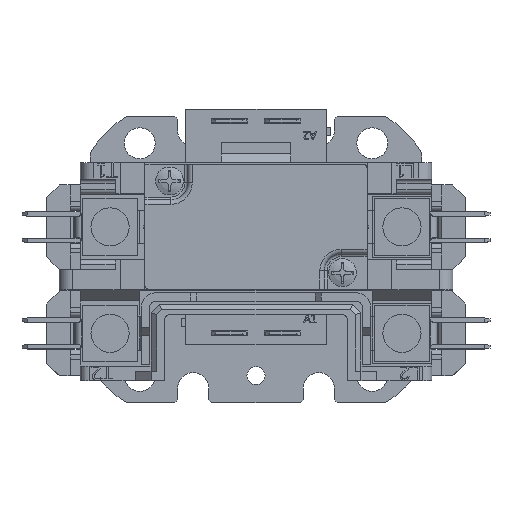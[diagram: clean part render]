
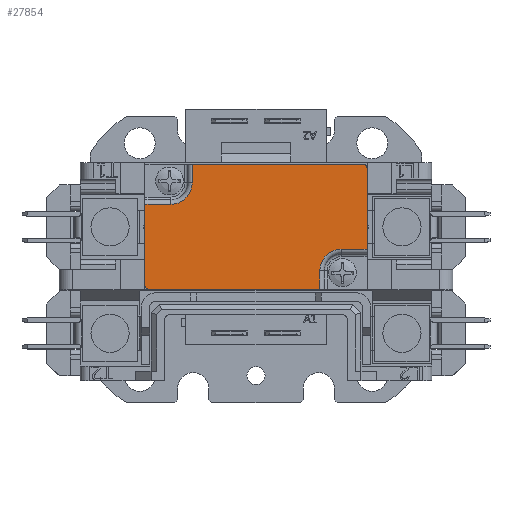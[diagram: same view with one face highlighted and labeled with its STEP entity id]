
A CAD part, top view. The second image highlights one B-rep face of the part: STEP entity #27854.
In plain terms, the highlighted planar face has unit normal (0, 0, 1).
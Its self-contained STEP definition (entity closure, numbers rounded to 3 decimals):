
#536=PLANE($,#29491);
#1535=FACE_OUTER_BOUND($,#2945,.T.);
#2945=EDGE_LOOP($,(#19547,#19548,#19549,#19550,#19551,#19552,#19553,#19554,
#19555,#19556,#19557,#19558));
#4530=CIRCLE($,#29356,0.8);
#4568=CIRCLE($,#29447,0.8);
#4575=CIRCLE($,#29458,3.8);
#4580=CIRCLE($,#29469,3.8);
#6078=LINE($,#41094,#9093);
#6240=LINE($,#41535,#9255);
#6257=LINE($,#41578,#9272);
#6259=LINE($,#41587,#9274);
#6262=LINE($,#41594,#9277);
#6263=LINE($,#41602,#9278);
#6270=LINE($,#41619,#9285);
#6271=LINE($,#41627,#9286);
#9093=VECTOR($,#32730,14.3);
#9255=VECTOR($,#33072,14.3);
#9272=VECTOR($,#33105,30.27);
#9274=VECTOR($,#33113,30.27);
#9277=VECTOR($,#33120,3.3);
#9278=VECTOR($,#33131,4.6);
#9285=VECTOR($,#33150,3.3);
#9286=VECTOR($,#33161,4.6);
#12117=VERTEX_POINT($,#41091);
#12118=VERTEX_POINT($,#41093);
#12121=VERTEX_POINT($,#41101);
#12261=VERTEX_POINT($,#41532);
#12262=VERTEX_POINT($,#41534);
#12276=VERTEX_POINT($,#41565);
#12280=VERTEX_POINT($,#41576);
#12284=VERTEX_POINT($,#41585);
#12286=VERTEX_POINT($,#41592);
#12288=VERTEX_POINT($,#41597);
#12292=VERTEX_POINT($,#41617);
#12294=VERTEX_POINT($,#41622);
#14894=EDGE_CURVE($,#12117,#12118,#6078,.T.);
#14899=EDGE_CURVE($,#12121,#12117,#4530,.T.);
#15097=EDGE_CURVE($,#12261,#12262,#6240,.T.);
#15114=EDGE_CURVE($,#12276,#12261,#4568,.T.);
#15120=EDGE_CURVE($,#12280,#12276,#6257,.T.);
#15124=EDGE_CURVE($,#12284,#12121,#6259,.T.);
#15128=EDGE_CURVE($,#12286,#12284,#6262,.T.);
#15130=EDGE_CURVE($,#12288,#12286,#4575,.T.);
#15132=EDGE_CURVE($,#12262,#12288,#6263,.T.);
#15141=EDGE_CURVE($,#12292,#12280,#6270,.T.);
#15143=EDGE_CURVE($,#12294,#12292,#4580,.T.);
#15145=EDGE_CURVE($,#12118,#12294,#6271,.T.);
#19547=ORIENTED_EDGE($,*,*,#15132,.F.);
#19548=ORIENTED_EDGE($,*,*,#15097,.F.);
#19549=ORIENTED_EDGE($,*,*,#15114,.F.);
#19550=ORIENTED_EDGE($,*,*,#15120,.F.);
#19551=ORIENTED_EDGE($,*,*,#15141,.F.);
#19552=ORIENTED_EDGE($,*,*,#15143,.F.);
#19553=ORIENTED_EDGE($,*,*,#15145,.F.);
#19554=ORIENTED_EDGE($,*,*,#14894,.F.);
#19555=ORIENTED_EDGE($,*,*,#14899,.F.);
#19556=ORIENTED_EDGE($,*,*,#15124,.F.);
#19557=ORIENTED_EDGE($,*,*,#15128,.F.);
#19558=ORIENTED_EDGE($,*,*,#15130,.F.);
#27854=ADVANCED_FACE($,(#1535),#536,.F.);
#29356=AXIS2_PLACEMENT_3D($,#41103,#32739,#32740);
#29447=AXIS2_PLACEMENT_3D($,#41567,#33094,#33095);
#29458=AXIS2_PLACEMENT_3D($,#41599,#33125,#33126);
#29469=AXIS2_PLACEMENT_3D($,#41624,#33155,#33156);
#29491=AXIS2_PLACEMENT_3D($,#41663,#33209,#33210);
#32730=DIRECTION($,(0.,1.,0.));
#32739=DIRECTION('center_axis',(0.,0.,
-1.));
#32740=DIRECTION('ref_axis',(-0.707,-0.707,0.));
#33072=DIRECTION($,(0.,-1.,0.));
#33094=DIRECTION('center_axis',(0.,0.,
-1.));
#33095=DIRECTION('ref_axis',(0.707,0.707,0.));
#33105=DIRECTION($,(1.,0.,0.));
#33113=DIRECTION($,(-1.,0.,0.));
#33120=DIRECTION($,(0.,-1.,0.));
#33125=DIRECTION('center_axis',(0.,0.,
1.));
#33126=DIRECTION('ref_axis',(-0.707,0.707,0.));
#33131=DIRECTION($,(-1.,0.,0.));
#33150=DIRECTION($,(0.,1.,0.));
#33155=DIRECTION('center_axis',(0.,0.,
1.));
#33156=DIRECTION('ref_axis',(0.707,-0.707,0.));
#33161=DIRECTION($,(1.,0.,0.));
#33209=DIRECTION('center_axis',(0.,0.,
-1.));
#33210=DIRECTION('ref_axis',(-1.,0.,0.));
#41091=CARTESIAN_POINT('',(-19.735,-4.6,62.3));
#41093=CARTESIAN_POINT('',(-19.735,9.7,62.3));
#41094=CARTESIAN_POINT($,(-19.735,-5.4,62.3));
#41101=CARTESIAN_POINT('',(-18.935,-5.4,62.3));
#41103=CARTESIAN_POINT('Origin',(-18.935,-4.6,62.3));
#41532=CARTESIAN_POINT('',(19.735,16.,62.3));
#41534=CARTESIAN_POINT('',(19.735,1.7,62.3));
#41535=CARTESIAN_POINT($,(19.735,16.8,62.3));
#41565=CARTESIAN_POINT('',(18.935,16.8,62.3));
#41567=CARTESIAN_POINT('Origin',(18.935,16.,62.3));
#41576=CARTESIAN_POINT('',(-11.335,16.8,62.3));
#41578=CARTESIAN_POINT($,(-19.735,16.8,62.3));
#41585=CARTESIAN_POINT('',(11.335,-5.4,62.3));
#41587=CARTESIAN_POINT($,(19.735,-5.4,62.3));
#41592=CARTESIAN_POINT('',(11.335,-2.1,62.3));
#41594=CARTESIAN_POINT($,(11.335,1.8,62.3));
#41597=CARTESIAN_POINT('',(15.135,1.7,62.3));
#41599=CARTESIAN_POINT('Origin',(15.135,-2.1,62.3));
#41602=CARTESIAN_POINT($,(12.768,1.7,62.3));
#41617=CARTESIAN_POINT('',(-11.335,13.5,62.3));
#41619=CARTESIAN_POINT($,(-11.335,9.6,62.3));
#41622=CARTESIAN_POINT('',(-15.135,9.7,62.3));
#41624=CARTESIAN_POINT('Origin',(-15.135,13.5,62.3));
#41627=CARTESIAN_POINT($,(-6.967,9.7,62.3));
#41663=CARTESIAN_POINT('Origin',(5.8,5.7,62.3));
